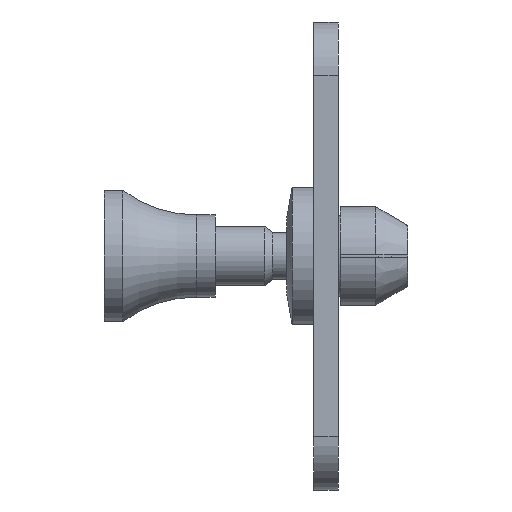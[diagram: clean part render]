
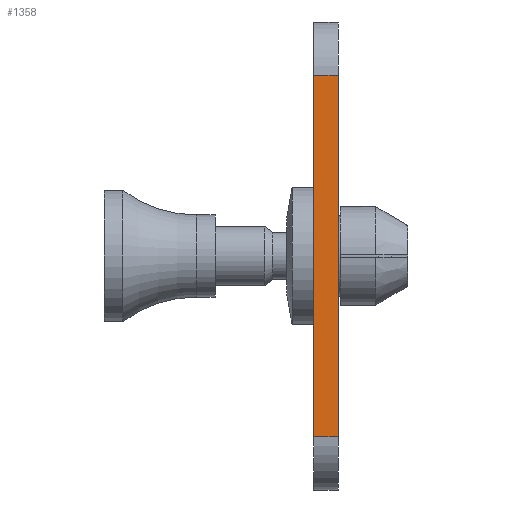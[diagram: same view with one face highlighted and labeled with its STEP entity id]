
A CAD part, left-side view. The second image highlights one B-rep face of the part: STEP entity #1358.
In plain terms, the highlighted planar face has unit normal (-1, 0, 0).
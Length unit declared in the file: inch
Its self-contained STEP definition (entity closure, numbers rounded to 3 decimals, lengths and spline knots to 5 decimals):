
#87 = VERTEX_POINT ( 'NONE', #559 ) ;
#202 = VERTEX_POINT ( 'NONE', #338 ) ;
#226 = EDGE_LOOP ( 'NONE', ( #1262, #1272, #1084, #1089 ) ) ;
#338 = CARTESIAN_POINT ( 'NONE',  ( -2.55, 0., -0.44 ) ) ;
#480 = DIRECTION ( 'NONE',  ( 0., 1., 0. ) ) ;
#492 = CARTESIAN_POINT ( 'NONE',  ( -2.55, 0.06, -0.57 ) ) ;
#559 = CARTESIAN_POINT ( 'NONE',  ( -2.55, 0.06, 0.44 ) ) ;
#757 = DIRECTION ( 'NONE',  ( 0., 0., 1. ) ) ;
#817 = EDGE_CURVE ( 'NONE', #1582, #87, #3154, .T. ) ;
#826 = EDGE_CURVE ( 'NONE', #202, #1582, #3128, .T. ) ;
#828 = CARTESIAN_POINT ( 'NONE',  ( -2.55, 0.06, 0.44 ) ) ;
#877 = DIRECTION ( 'NONE',  ( 1., 0., 0. ) ) ;
#886 = CARTESIAN_POINT ( 'NONE',  ( -2.55, 0., -0.57 ) ) ;
#900 = PLANE ( 'NONE',  #2508 ) ;
#910 = DIRECTION ( 'NONE',  ( 0., 0., -1. ) ) ;
#1084 = ORIENTED_EDGE ( 'NONE', *, *, #826, .T. ) ;
#1089 = ORIENTED_EDGE ( 'NONE', *, *, #817, .T. ) ;
#1262 = ORIENTED_EDGE ( 'NONE', *, *, #2906, .F. ) ;
#1272 = ORIENTED_EDGE ( 'NONE', *, *, #2900, .T. ) ;
#1358 = ADVANCED_FACE ( 'NONE', ( #2338 ), #900, .F. ) ;
#1582 = VERTEX_POINT ( 'NONE', #2194 ) ;
#1667 = VERTEX_POINT ( 'NONE', #1871 ) ;
#1753 = CARTESIAN_POINT ( 'NONE',  ( -2.55, 0.06, -0.57 ) ) ;
#1839 = CARTESIAN_POINT ( 'NONE',  ( -2.55, 0.06, -0.44 ) ) ;
#1871 = CARTESIAN_POINT ( 'NONE',  ( -2.55, 0.06, -0.44 ) ) ;
#1885 = DIRECTION ( 'NONE',  ( 0., 0., 1. ) ) ;
#1924 = DIRECTION ( 'NONE',  ( 0., -1., 0. ) ) ;
#2194 = CARTESIAN_POINT ( 'NONE',  ( -2.55, 0., 0.44 ) ) ;
#2338 = FACE_OUTER_BOUND ( 'NONE', #226, .T. ) ;
#2508 = AXIS2_PLACEMENT_3D ( 'NONE', #492, #877, #910 ) ;
#2779 = VECTOR ( 'NONE', #1885, 39.37008 ) ;
#2830 = LINE ( 'NONE', #1753, #2779 ) ;
#2865 = LINE ( 'NONE', #1839, #2884 ) ;
#2884 = VECTOR ( 'NONE', #1924, 39.37008 ) ;
#2900 = EDGE_CURVE ( 'NONE', #1667, #202, #2865, .T. ) ;
#2906 = EDGE_CURVE ( 'NONE', #1667, #87, #2830, .T. ) ;
#3122 = VECTOR ( 'NONE', #757, 39.37008 ) ;
#3128 = LINE ( 'NONE', #886, #3122 ) ;
#3141 = VECTOR ( 'NONE', #480, 39.37008 ) ;
#3154 = LINE ( 'NONE', #828, #3141 ) ;
